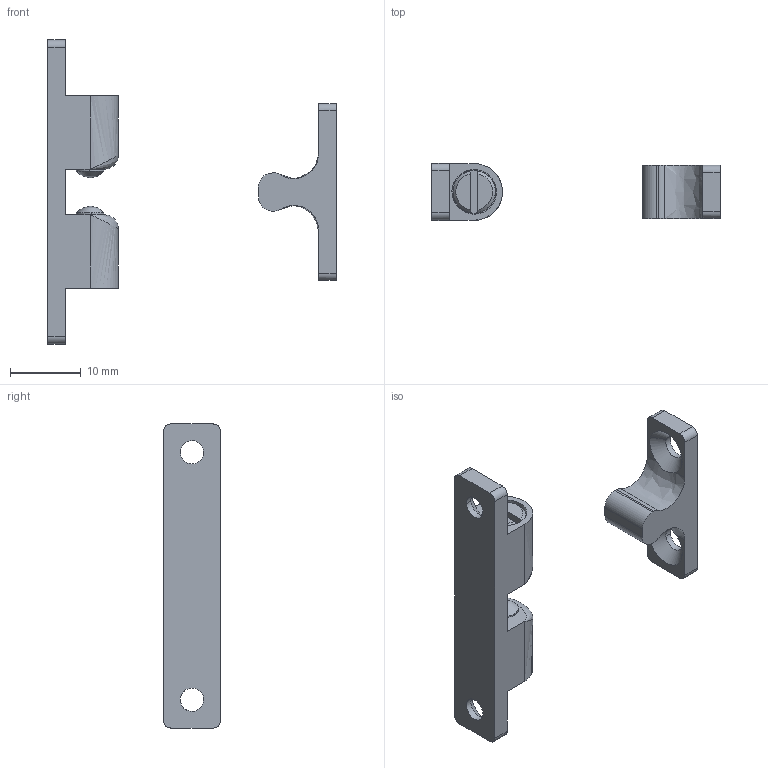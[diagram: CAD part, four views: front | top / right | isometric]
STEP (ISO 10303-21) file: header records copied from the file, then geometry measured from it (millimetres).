
FILE_DESCRIPTION((''),'2;1');
FILE_NAME('','2005-07-15T16:36:53',(''),(''),'','CADfix','');
FILE_SCHEMA(('AUTOMOTIVE_DESIGN'));
Length unit declared in the file: millimetre
Products named in the file (5): screw; ball; keeper; housing; TL_313_3_9656_36
Assembly tree (6 placements, depth 2):
  TL_313_3_9656_36
    screw  x2
    ball  x2
    keeper
    housing
Bounding box: 40.8 x 8 x 43 mm (x, y, z)
Volume: 2510.7 mm3; surface area: 2847.2 mm2
Topology: 6 solids, 6 shells, 94 faces, 293 edges, 207 vertices
Faces by surface type: bspline 94
Entity records: 3295 total; most frequent: CARTESIAN_POINT 1787, ORIENTED_EDGE 506, EDGE_CURVE 253, VERTEX_POINT 181, QUASI_UNIFORM_CURVE 108, EDGE_LOOP 92, FACE_OUTER_BOUND 80, ADVANCED_FACE 80
